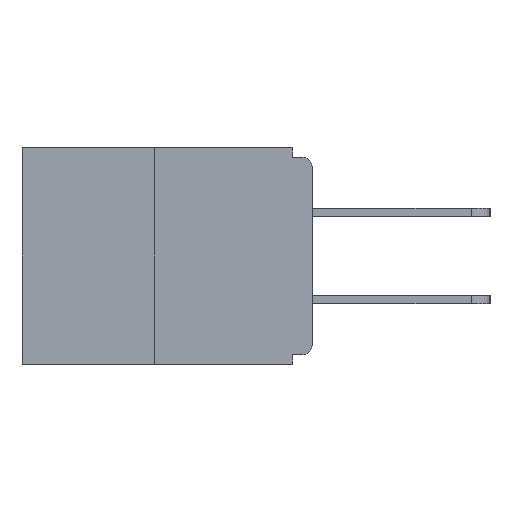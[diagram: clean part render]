
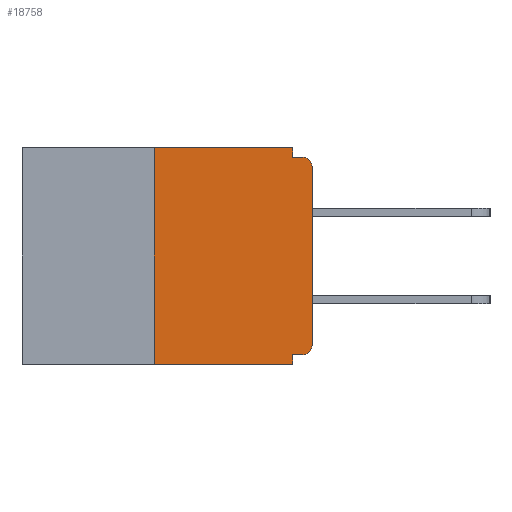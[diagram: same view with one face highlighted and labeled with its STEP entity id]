
A CAD part, left-side view. The second image highlights one B-rep face of the part: STEP entity #18758.
In plain terms, the highlighted planar face has unit normal (-1, 0, 0).
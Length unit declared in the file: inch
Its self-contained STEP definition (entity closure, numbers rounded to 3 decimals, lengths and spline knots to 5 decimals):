
#33 = VERTEX_POINT ( 'NONE', #108 ) ;
#108 = CARTESIAN_POINT ( 'NONE',  ( 0., 0.031, 0. ) ) ;
#1600 = AXIS2_PLACEMENT_3D ( 'NONE', #27013, #14289, #14195 ) ;
#1749 = CARTESIAN_POINT ( 'NONE',  ( 0., 0.031, 0. ) ) ;
#1875 = LINE ( 'NONE', #9093, #17913 ) ;
#1900 = CARTESIAN_POINT ( 'NONE',  ( 0., 0.015, -0.015 ) ) ;
#1928 = LINE ( 'NONE', #25593, #19608 ) ;
#2306 = VERTEX_POINT ( 'NONE', #1900 ) ;
#2400 = DIRECTION ( 'NONE',  ( 0., 0., 1. ) ) ;
#2724 = ORIENTED_EDGE ( 'NONE', *, *, #5509, .T. ) ;
#3073 = VERTEX_POINT ( 'NONE', #6186 ) ;
#3740 = LINE ( 'NONE', #8036, #20070 ) ;
#3765 = DIRECTION ( 'NONE',  ( 0., 0., -1. ) ) ;
#3790 = DIRECTION ( 'NONE',  ( 0., 0., -1. ) ) ;
#4025 = ORIENTED_EDGE ( 'NONE', *, *, #23031, .F. ) ;
#4076 = EDGE_CURVE ( 'NONE', #12960, #2306, #26056, .T. ) ;
#4788 = ORIENTED_EDGE ( 'NONE', *, *, #14746, .F. ) ;
#5183 = CARTESIAN_POINT ( 'NONE',  ( 0., 0.031, -0.343 ) ) ;
#5509 = EDGE_CURVE ( 'NONE', #21616, #3073, #27353, .T. ) ;
#5513 = CARTESIAN_POINT ( 'NONE',  ( 0., 0.25, 0. ) ) ;
#5826 = ORIENTED_EDGE ( 'NONE', *, *, #4076, .F. ) ;
#5997 = VERTEX_POINT ( 'NONE', #6064 ) ;
#6064 = CARTESIAN_POINT ( 'NONE',  ( 0., 0.031, -0.328 ) ) ;
#6098 = DIRECTION ( 'NONE',  ( -1., 0., 0. ) ) ;
#6124 = PLANE ( 'NONE',  #23475 ) ;
#6158 = VERTEX_POINT ( 'NONE', #27078 ) ;
#6186 = CARTESIAN_POINT ( 'NONE',  ( 0., 0., -0.313 ) ) ;
#6696 = ORIENTED_EDGE ( 'NONE', *, *, #11652, .F. ) ;
#8036 = CARTESIAN_POINT ( 'NONE',  ( 0., 0.46, 0. ) ) ;
#8288 = CARTESIAN_POINT ( 'NONE',  ( 0., 0.46, 0. ) ) ;
#8348 = VECTOR ( 'NONE', #21054, 39.37008 ) ;
#8687 = ORIENTED_EDGE ( 'NONE', *, *, #20794, .T. ) ;
#9093 = CARTESIAN_POINT ( 'NONE',  ( 0., 0., -0.328 ) ) ;
#9336 = CARTESIAN_POINT ( 'NONE',  ( 0., 0.031, -0.015 ) ) ;
#9918 = VECTOR ( 'NONE', #3790, 39.37008 ) ;
#10330 = CIRCLE ( 'NONE', #1600, 0.015 ) ;
#10405 = VECTOR ( 'NONE', #15164, 39.37008 ) ;
#11652 = EDGE_CURVE ( 'NONE', #33, #12960, #27218, .T. ) ;
#12073 = DIRECTION ( 'NONE',  ( 0., 0., 1. ) ) ;
#12960 = VERTEX_POINT ( 'NONE', #9336 ) ;
#13068 = DIRECTION ( 'NONE',  ( 0., -1., 0. ) ) ;
#13862 = ORIENTED_EDGE ( 'NONE', *, *, #21707, .F. ) ;
#14120 = EDGE_CURVE ( 'NONE', #17243, #33, #3740, .T. ) ;
#14195 = DIRECTION ( 'NONE',  ( 0., 0., -1. ) ) ;
#14289 = DIRECTION ( 'NONE',  ( -1., 0., 0. ) ) ;
#14746 = EDGE_CURVE ( 'NONE', #5997, #18660, #27465, .T. ) ;
#14763 = FACE_OUTER_BOUND ( 'NONE', #26284, .T. ) ;
#14883 = LINE ( 'NONE', #5513, #19816 ) ;
#15000 = LINE ( 'NONE', #19653, #23949 ) ;
#15164 = DIRECTION ( 'NONE',  ( 0., 0., -1. ) ) ;
#16751 = EDGE_CURVE ( 'NONE', #25124, #2306, #10330, .T. ) ;
#17243 = VERTEX_POINT ( 'NONE', #24897 ) ;
#17393 = EDGE_CURVE ( 'NONE', #6158, #18660, #15000, .T. ) ;
#17913 = VECTOR ( 'NONE', #24013, 39.37008 ) ;
#18660 = VERTEX_POINT ( 'NONE', #5183 ) ;
#18758 = ADVANCED_FACE ( 'NONE', ( #14763 ), #6124, .F. ) ;
#19608 = VECTOR ( 'NONE', #2400, 39.37008 ) ;
#19653 = CARTESIAN_POINT ( 'NONE',  ( 0., 0.46, -0.343 ) ) ;
#19816 = VECTOR ( 'NONE', #12073, 39.37008 ) ;
#19963 = AXIS2_PLACEMENT_3D ( 'NONE', #27222, #6098, #3765 ) ;
#20070 = VECTOR ( 'NONE', #27104, 39.37008 ) ;
#20794 = EDGE_CURVE ( 'NONE', #3073, #25124, #1928, .T. ) ;
#21054 = DIRECTION ( 'NONE',  ( 0., -1., 0. ) ) ;
#21616 = VERTEX_POINT ( 'NONE', #24109 ) ;
#21707 = EDGE_CURVE ( 'NONE', #21616, #5997, #1875, .T. ) ;
#22026 = ORIENTED_EDGE ( 'NONE', *, *, #16751, .T. ) ;
#23031 = EDGE_CURVE ( 'NONE', #6158, #17243, #14883, .T. ) ;
#23475 = AXIS2_PLACEMENT_3D ( 'NONE', #8288, #25478, #25287 ) ;
#23633 = CARTESIAN_POINT ( 'NONE',  ( 0., 0.031, -0.343 ) ) ;
#23719 = ORIENTED_EDGE ( 'NONE', *, *, #17393, .T. ) ;
#23949 = VECTOR ( 'NONE', #13068, 39.37008 ) ;
#24013 = DIRECTION ( 'NONE',  ( 0., 1., 0. ) ) ;
#24109 = CARTESIAN_POINT ( 'NONE',  ( 0., 0.015, -0.328 ) ) ;
#24225 = CARTESIAN_POINT ( 'NONE',  ( 0., 0., -0.03 ) ) ;
#24897 = CARTESIAN_POINT ( 'NONE',  ( 0., 0.25, 0. ) ) ;
#25124 = VERTEX_POINT ( 'NONE', #24225 ) ;
#25276 = CARTESIAN_POINT ( 'NONE',  ( 0., 0., -0.015 ) ) ;
#25287 = DIRECTION ( 'NONE',  ( 0., 0., -1. ) ) ;
#25478 = DIRECTION ( 'NONE',  ( 1., 0., 0. ) ) ;
#25593 = CARTESIAN_POINT ( 'NONE',  ( 0., 0., 0. ) ) ;
#26056 = LINE ( 'NONE', #25276, #8348 ) ;
#26284 = EDGE_LOOP ( 'NONE', ( #27368, #4025, #23719, #4788, #13862, #2724, #8687, #22026, #5826, #6696 ) ) ;
#27013 = CARTESIAN_POINT ( 'NONE',  ( 0., 0.015, -0.03 ) ) ;
#27078 = CARTESIAN_POINT ( 'NONE',  ( 0., 0.25, -0.343 ) ) ;
#27104 = DIRECTION ( 'NONE',  ( 0., -1., 0. ) ) ;
#27218 = LINE ( 'NONE', #1749, #9918 ) ;
#27222 = CARTESIAN_POINT ( 'NONE',  ( 0., 0.015, -0.313 ) ) ;
#27353 = CIRCLE ( 'NONE', #19963, 0.015 ) ;
#27368 = ORIENTED_EDGE ( 'NONE', *, *, #14120, .F. ) ;
#27465 = LINE ( 'NONE', #23633, #10405 ) ;
